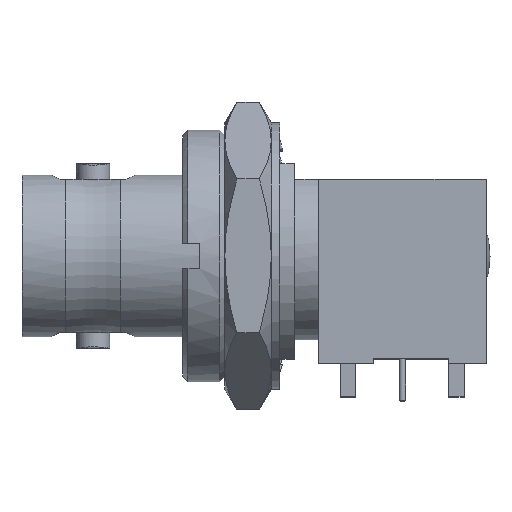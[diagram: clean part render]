
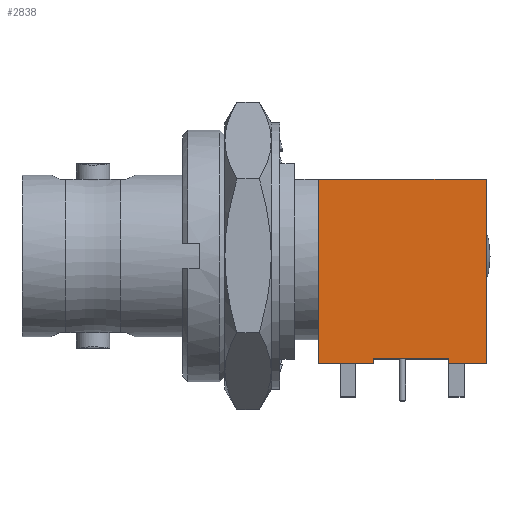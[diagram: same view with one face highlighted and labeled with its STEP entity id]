
A CAD part, top view. The second image highlights one B-rep face of the part: STEP entity #2838.
In plain terms, the highlighted planar face has unit normal (0, 0, 1).
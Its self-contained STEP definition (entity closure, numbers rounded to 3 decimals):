
#109=DIRECTION('',(1.,0.,0.));
#110=VECTOR('',#109,2.23);
#111=CARTESIAN_POINT('',(25.46,-6.4,5.));
#112=LINE('',#111,#110);
#167=DIRECTION('',(1.,0.,0.));
#168=VECTOR('',#167,3.25);
#169=CARTESIAN_POINT('',(17.69,-6.4,5.));
#170=LINE('',#169,#168);
#275=DIRECTION('',(0.,-1.,0.));
#276=VECTOR('',#275,10.98);
#277=CARTESIAN_POINT('',(27.69,4.58,5.));
#278=LINE('',#277,#276);
#313=DIRECTION('',(0.,-1.,0.));
#314=VECTOR('',#313,6.4);
#315=CARTESIAN_POINT('',(17.69,0.,5.));
#316=LINE('',#315,#314);
#317=DIRECTION('',(0.,-1.,0.));
#318=VECTOR('',#317,4.58);
#319=CARTESIAN_POINT('',(17.69,4.58,5.));
#320=LINE('',#319,#318);
#321=DIRECTION('',(1.,0.,0.));
#322=VECTOR('',#321,10.);
#323=CARTESIAN_POINT('',(17.69,4.58,5.));
#324=LINE('',#323,#322);
#325=DIRECTION('',(0.,1.,0.));
#326=VECTOR('',#325,0.25);
#327=CARTESIAN_POINT('',(25.46,-6.4,5.));
#328=LINE('',#327,#326);
#329=DIRECTION('',(-1.,0.,0.));
#330=VECTOR('',#329,4.52);
#331=CARTESIAN_POINT('',(25.46,-6.15,5.));
#332=LINE('',#331,#330);
#333=DIRECTION('',(0.,1.,0.));
#334=VECTOR('',#333,0.25);
#335=CARTESIAN_POINT('',(20.94,-6.4,5.));
#336=LINE('',#335,#334);
#2044=CARTESIAN_POINT('',(27.69,4.58,5.));
#2046=VERTEX_POINT('',#2044);
#2049=CARTESIAN_POINT('',(27.69,-6.4,5.));
#2050=VERTEX_POINT('',#2049);
#2189=CARTESIAN_POINT('',(20.94,-6.4,5.));
#2190=VERTEX_POINT('',#2189);
#2196=CARTESIAN_POINT('',(17.69,4.58,5.));
#2198=VERTEX_POINT('',#2196);
#2207=CARTESIAN_POINT('',(17.69,-6.4,5.));
#2208=VERTEX_POINT('',#2207);
#2209=CARTESIAN_POINT('',(17.69,0.,5.));
#2210=VERTEX_POINT('',#2209);
#2212=CARTESIAN_POINT('',(25.46,-6.15,5.));
#2214=VERTEX_POINT('',#2212);
#2398=CARTESIAN_POINT('',(25.46,-6.4,5.));
#2399=VERTEX_POINT('',#2398);
#2404=CARTESIAN_POINT('',(20.94,-6.15,5.));
#2405=VERTEX_POINT('',#2404);
#2820=CARTESIAN_POINT('',(16.26,4.58,5.));
#2821=DIRECTION('',(0.,0.,1.));
#2822=DIRECTION('',(0.,-1.,0.));
#2823=AXIS2_PLACEMENT_3D('',#2820,#2821,#2822);
#2824=PLANE('',#2823);
#2825=ORIENTED_EDGE('',*,*,#2586,.F.);
#2826=ORIENTED_EDGE('',*,*,#2490,.F.);
#2827=ORIENTED_EDGE('',*,*,#2474,.F.);
#2828=ORIENTED_EDGE('',*,*,#2443,.T.);
#2829=ORIENTED_EDGE('',*,*,#2802,.T.);
#2830=ORIENTED_EDGE('',*,*,#2564,.F.);
#2831=ORIENTED_EDGE('',*,*,#2749,.T.);
#2833=ORIENTED_EDGE('',*,*,#2832,.T.);
#2835=ORIENTED_EDGE('',*,*,#2834,.F.);
#2836=EDGE_LOOP('',(#2825,#2826,#2827,#2828,#2829,#2830,#2831,#2833,#2835));
#2837=FACE_OUTER_BOUND('',#2836,.F.);
#2443=EDGE_CURVE('',#2198,#2046,#324,.T.);
#2474=EDGE_CURVE('',#2198,#2210,#320,.T.);
#2490=EDGE_CURVE('',#2210,#2208,#316,.T.);
#2564=EDGE_CURVE('',#2399,#2050,#112,.T.);
#2586=EDGE_CURVE('',#2208,#2190,#170,.T.);
#2749=EDGE_CURVE('',#2399,#2214,#328,.T.);
#2802=EDGE_CURVE('',#2046,#2050,#278,.T.);
#2832=EDGE_CURVE('',#2214,#2405,#332,.T.);
#2834=EDGE_CURVE('',#2190,#2405,#336,.T.);
#2838=ADVANCED_FACE('',(#2837),#2824,.T.);
